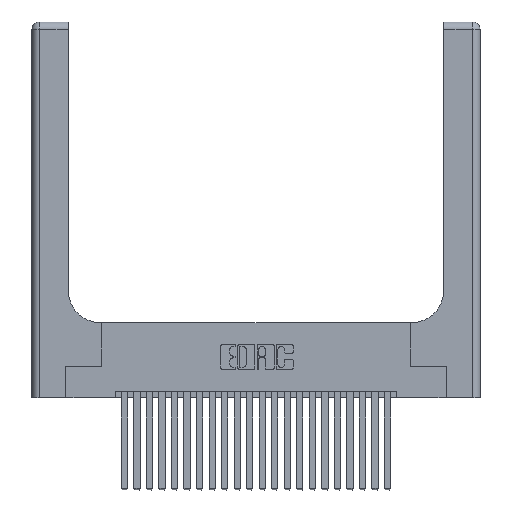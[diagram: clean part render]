
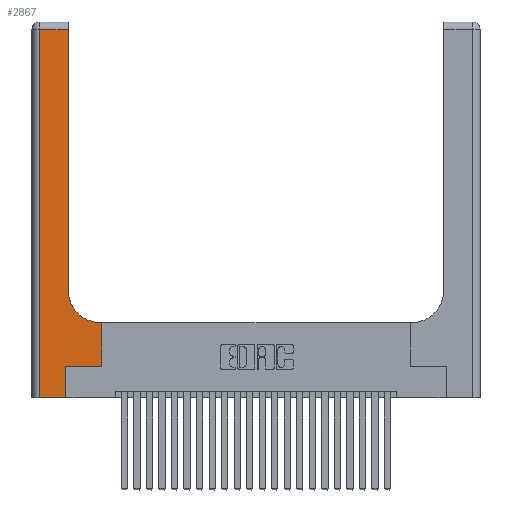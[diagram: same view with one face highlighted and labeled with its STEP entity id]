
A CAD part, top view. The second image highlights one B-rep face of the part: STEP entity #2867.
In plain terms, the highlighted planar face has unit normal (0, 0, 1).
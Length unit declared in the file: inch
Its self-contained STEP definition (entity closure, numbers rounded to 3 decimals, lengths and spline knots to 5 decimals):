
#372 = ORIENTED_EDGE ( 'NONE', *, *, #8547, .T. ) ;
#1041 = CARTESIAN_POINT ( 'NONE',  ( 0.269, 0., 0.37 ) ) ;
#1457 = EDGE_CURVE ( 'NONE', #7197, #14926, #15869, .T. ) ;
#1500 = FACE_OUTER_BOUND ( 'NONE', #11445, .T. ) ;
#2061 = ORIENTED_EDGE ( 'NONE', *, *, #21153, .T. ) ;
#2867 = ADVANCED_FACE ( 'NONE', ( #1500 ), #8339, .F. ) ;
#3034 = VECTOR ( 'NONE', #21322, 39.37008 ) ;
#3060 = CARTESIAN_POINT ( 'NONE',  ( 0.06, 0., 0.37 ) ) ;
#3138 = EDGE_CURVE ( 'NONE', #4095, #17188, #15494, .T. ) ;
#3249 = VECTOR ( 'NONE', #6825, 39.37008 ) ;
#3655 = LINE ( 'NONE', #5965, #3034 ) ;
#3658 = CARTESIAN_POINT ( 'NONE',  ( 0.5415, 0.85, 0.37 ) ) ;
#3684 = CARTESIAN_POINT ( 'NONE',  ( 0.2915, 3., 0.37 ) ) ;
#4095 = VERTEX_POINT ( 'NONE', #6765 ) ;
#4507 = VECTOR ( 'NONE', #23837, 39.37008 ) ;
#4878 = AXIS2_PLACEMENT_3D ( 'NONE', #8425, #21835, #10384 ) ;
#4983 = CARTESIAN_POINT ( 'NONE',  ( 0.269, 0.25, 0.37 ) ) ;
#5208 = DIRECTION ( 'NONE',  ( 1., 0., 0. ) ) ;
#5432 = EDGE_CURVE ( 'NONE', #11679, #15932, #24326, .T. ) ;
#5551 = VECTOR ( 'NONE', #5208, 39.37008 ) ;
#5618 = DIRECTION ( 'NONE',  ( 1., 0., 0. ) ) ;
#5806 = CARTESIAN_POINT ( 'NONE',  ( 0.5585, 0.25, 0.37 ) ) ;
#5965 = CARTESIAN_POINT ( 'NONE',  ( 0.5585, 0.25, 0.37 ) ) ;
#6765 = CARTESIAN_POINT ( 'NONE',  ( 0.5415, 0.6, 0.37 ) ) ;
#6825 = DIRECTION ( 'NONE',  ( 1., 0., 0. ) ) ;
#7197 = VERTEX_POINT ( 'NONE', #20343 ) ;
#8227 = CARTESIAN_POINT ( 'NONE',  ( 0.06, 2.94, 0.37 ) ) ;
#8339 = PLANE ( 'NONE',  #4878 ) ;
#8425 = CARTESIAN_POINT ( 'NONE',  ( 0., 3., 0.37 ) ) ;
#8547 = EDGE_CURVE ( 'NONE', #8875, #4095, #22156, .T. ) ;
#8875 = VERTEX_POINT ( 'NONE', #22609 ) ;
#9561 = VECTOR ( 'NONE', #24484, 39.37008 ) ;
#9621 = DIRECTION ( 'NONE',  ( 0., 1., 0. ) ) ;
#9976 = CARTESIAN_POINT ( 'NONE',  ( 0.2915, 0.6, 0.37 ) ) ;
#10069 = DIRECTION ( 'NONE',  ( -1., 0., 0. ) ) ;
#10384 = DIRECTION ( 'NONE',  ( -1., 0., 0. ) ) ;
#11398 = VECTOR ( 'NONE', #10069, 39.37008 ) ;
#11445 = EDGE_LOOP ( 'NONE', ( #11784, #18079, #2061, #20877, #12559, #11958, #22415, #372, #16512 ) ) ;
#11654 = LINE ( 'NONE', #3684, #16200 ) ;
#11679 = VERTEX_POINT ( 'NONE', #3060 ) ;
#11784 = ORIENTED_EDGE ( 'NONE', *, *, #13116, .T. ) ;
#11958 = ORIENTED_EDGE ( 'NONE', *, *, #1457, .T. ) ;
#12559 = ORIENTED_EDGE ( 'NONE', *, *, #18056, .T. ) ;
#12687 = LINE ( 'NONE', #24866, #22204 ) ;
#12838 = CARTESIAN_POINT ( 'NONE',  ( 0.2915, 2.94, 0.37 ) ) ;
#13116 = EDGE_CURVE ( 'NONE', #17188, #15971, #11654, .T. ) ;
#13379 = DIRECTION ( 'NONE',  ( 0., 1., 0. ) ) ;
#14926 = VERTEX_POINT ( 'NONE', #5806 ) ;
#14977 = EDGE_CURVE ( 'NONE', #14926, #8875, #3655, .T. ) ;
#15494 = CIRCLE ( 'NONE', #17814, 0.25 ) ;
#15753 = VERTEX_POINT ( 'NONE', #8227 ) ;
#15869 = LINE ( 'NONE', #4983, #5551 ) ;
#15932 = VERTEX_POINT ( 'NONE', #1041 ) ;
#15971 = VERTEX_POINT ( 'NONE', #12838 ) ;
#16031 = LINE ( 'NONE', #16219, #4507 ) ;
#16200 = VECTOR ( 'NONE', #13379, 39.37008 ) ;
#16219 = CARTESIAN_POINT ( 'NONE',  ( 0., 2.94, 0.37 ) ) ;
#16512 = ORIENTED_EDGE ( 'NONE', *, *, #3138, .T. ) ;
#16958 = CARTESIAN_POINT ( 'NONE',  ( 0.06, 3., 0.37 ) ) ;
#17188 = VERTEX_POINT ( 'NONE', #21827 ) ;
#17207 = EDGE_CURVE ( 'NONE', #15971, #15753, #16031, .T. ) ;
#17213 = DIRECTION ( 'NONE',  ( 0., 0., -1. ) ) ;
#17814 = AXIS2_PLACEMENT_3D ( 'NONE', #3658, #17213, #5618 ) ;
#18056 = EDGE_CURVE ( 'NONE', #15932, #7197, #12687, .T. ) ;
#18079 = ORIENTED_EDGE ( 'NONE', *, *, #17207, .T. ) ;
#20343 = CARTESIAN_POINT ( 'NONE',  ( 0.269, 0.25, 0.37 ) ) ;
#20877 = ORIENTED_EDGE ( 'NONE', *, *, #5432, .T. ) ;
#21153 = EDGE_CURVE ( 'NONE', #15753, #11679, #23058, .T. ) ;
#21322 = DIRECTION ( 'NONE',  ( 0., 1., 0. ) ) ;
#21827 = CARTESIAN_POINT ( 'NONE',  ( 0.2915, 0.85, 0.37 ) ) ;
#21835 = DIRECTION ( 'NONE',  ( 0., 0., -1. ) ) ;
#22156 = LINE ( 'NONE', #9976, #11398 ) ;
#22175 = CARTESIAN_POINT ( 'NONE',  ( 0., 0., 0.37 ) ) ;
#22204 = VECTOR ( 'NONE', #9621, 39.37008 ) ;
#22415 = ORIENTED_EDGE ( 'NONE', *, *, #14977, .T. ) ;
#22609 = CARTESIAN_POINT ( 'NONE',  ( 0.5585, 0.6, 0.37 ) ) ;
#23058 = LINE ( 'NONE', #16958, #9561 ) ;
#23837 = DIRECTION ( 'NONE',  ( -1., 0., 0. ) ) ;
#24326 = LINE ( 'NONE', #22175, #3249 ) ;
#24484 = DIRECTION ( 'NONE',  ( 0., -1., 0. ) ) ;
#24866 = CARTESIAN_POINT ( 'NONE',  ( 0.269, 0., 0.37 ) ) ;
